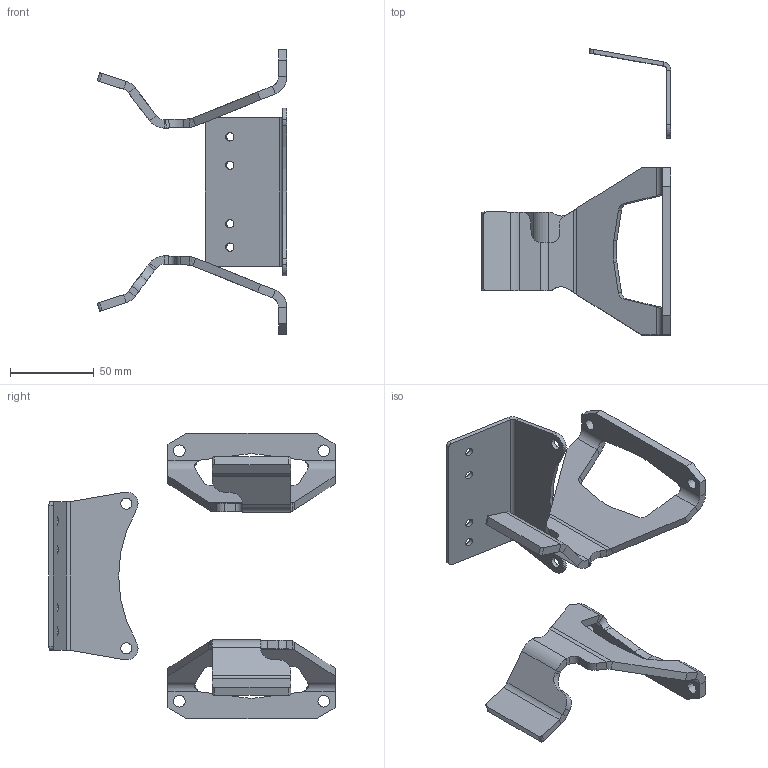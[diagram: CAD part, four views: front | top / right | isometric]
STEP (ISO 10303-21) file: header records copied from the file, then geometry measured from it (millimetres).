
FILE_DESCRIPTION (( 'STEP AP203' ), '1' );
FILE_NAME ('P0449A.STEP', '2019-12-03T09:19:01', ( '' ), ( '' ), 'SwSTEP 2.0', 'SolidWorks 2017', '' );
FILE_SCHEMA (( 'CONFIG_CONTROL_DESIGN' ));
Length unit declared in the file: millimetre
Products named in the file (1): P0449A
Bounding box: 113.54 x 171.24 x 170.82 mm (x, y, z)
Volume: 88848.3 mm3; surface area: 51277.8 mm2
Topology: 3 solids, 3 shells, 186 faces, 464 edges, 280 vertices
Faces by surface type: plane 97, cylinder 77, bspline 12
Entity records: 5679 total; most frequent: CARTESIAN_POINT 1171, ORIENTED_EDGE 928, DIRECTION 908, EDGE_CURVE 464, AXIS2_PLACEMENT_3D 313, LINE 282, VECTOR 282, VERTEX_POINT 280
